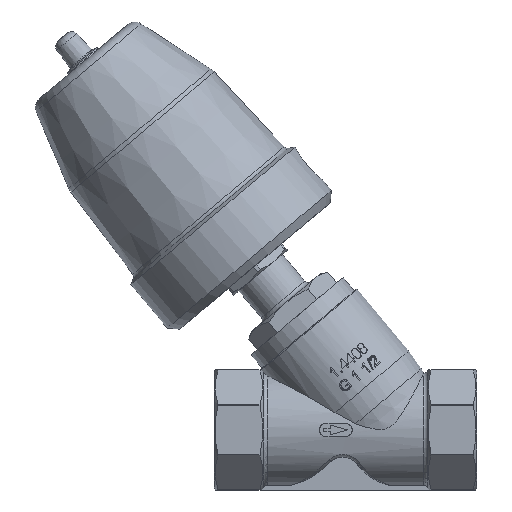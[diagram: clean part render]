
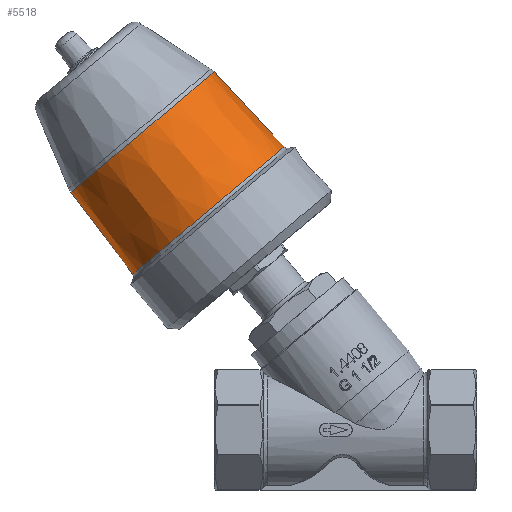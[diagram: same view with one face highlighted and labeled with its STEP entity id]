
A CAD part, left-side view. The second image highlights one B-rep face of the part: STEP entity #5518.
In plain terms, the highlighted conical face has half-angle 2.979 degrees and reference radius 44.025 mm.
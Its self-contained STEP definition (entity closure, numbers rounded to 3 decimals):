
#1189=CONICAL_SURFACE('',#5922,44.025,2.979);
#1299=FACE_BOUND('',#1967,.T.);
#1608=FACE_OUTER_BOUND('',#1966,.T.);
#1966=EDGE_LOOP('',(#5077));
#1967=EDGE_LOOP('',(#5078));
#2144=CIRCLE('',#5921,45.244);
#2145=CIRCLE('',#5923,42.801);
#2679=VERTEX_POINT('',#32532);
#2680=VERTEX_POINT('',#32535);
#3486=EDGE_CURVE('',#2679,#2679,#2144,.T.);
#3487=EDGE_CURVE('',#2680,#2680,#2145,.T.);
#5077=ORIENTED_EDGE('',*,*,#3487,.F.);
#5078=ORIENTED_EDGE('',*,*,#3486,.F.);
#5518=ADVANCED_FACE('',(#1608,#1299),#1189,.T.);
#5921=AXIS2_PLACEMENT_3D('',#32533,#7027,#7028);
#5922=AXIS2_PLACEMENT_3D('',#32534,#7029,#7030);
#5923=AXIS2_PLACEMENT_3D('',#32536,#7031,#7032);
#7027=DIRECTION('center_axis',(0.,-0.643,
-0.766));
#7028=DIRECTION('ref_axis',(0.,0.766,-0.643));
#7029=DIRECTION('center_axis',(0.,-0.643,
-0.766));
#7030=DIRECTION('ref_axis',(0.,-0.766,0.643));
#7031=DIRECTION('center_axis',(0.,0.643,
0.766));
#7032=DIRECTION('ref_axis',(0.,0.766,-0.643));
#32532=CARTESIAN_POINT('',(0.,-31.899,111.108));
#32533=CARTESIAN_POINT('Origin',(0.,2.76,
82.026));
#32534=CARTESIAN_POINT('Origin',(0.,17.811,
99.963));
#32535=CARTESIAN_POINT('',(0.,0.139,145.489));
#32536=CARTESIAN_POINT('Origin',(0.,32.927,
117.977));
